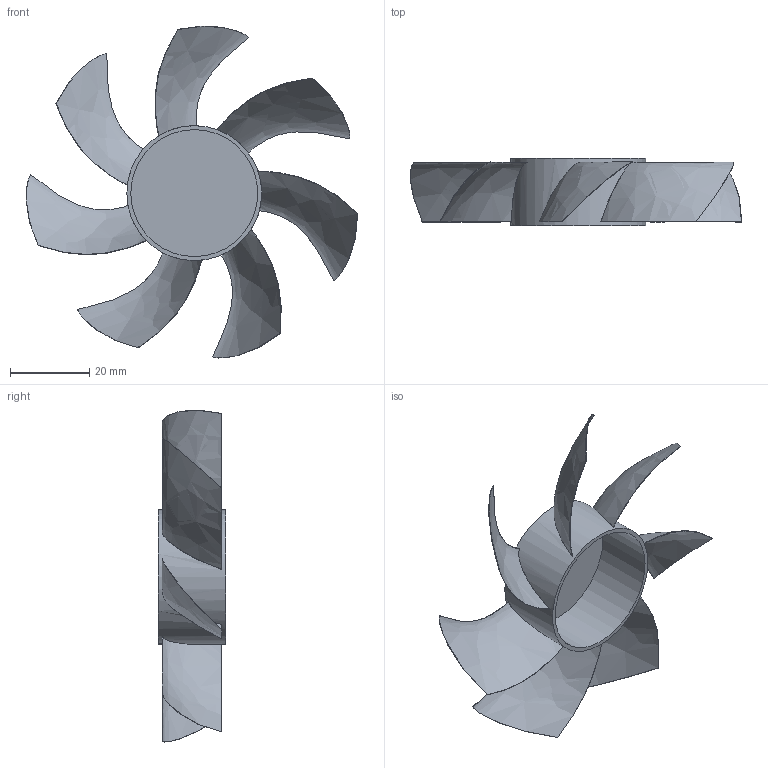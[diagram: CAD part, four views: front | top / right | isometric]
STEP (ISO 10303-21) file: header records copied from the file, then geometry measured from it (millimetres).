
FILE_DESCRIPTION(/* description */ ('STEP AP242 Edition 2','CAx-IF Rec.Pracs.---Representation and Presentation of Product Manufacturing Information (PMI)---4.0---2014-10-13','CAx-IF Rec.Pracs.---3D Tessellated Geometry---0.4---2014-09-14','2;1','CAx-IF Rec.Pracs.---User Defined Attributes---1.5---2016-08-15'),/* implementation_level */ '2;1');
FILE_NAME(/* name */ 'Machine Assembly W- Nema 23 driver - computer system fan v3 (4)',/* time_stamp */ '2025-12-11T22:22:32Z',/* author */ (''),/* organization */ (''),/* preprocessor_version */ 'ST-DEVELOPER v20',/* originating_system */ 'ONSHAPE BY PTC INC, 1.207',/* authorisation */ ' ');
FILE_SCHEMA (('AP242_MANAGED_MODEL_BASED_3D_ENGINEERING_MIM_LF { 1 0 10303 442 3 1 4 }'));
Length unit declared in the file: metre
Products named in the file (1): computer system fan v3
Bounding box: 83.52 x 17 x 83.67 mm (x, y, z)
Volume: 3767.7 mm3; surface area: 13034.2 mm2
Topology: 1 solids, 1 shells, 47 faces, 104 edges, 60 vertices
Faces by surface type: bspline 35, plane 10, cylinder 2
Full cylindrical faces by diameter (mm): 32 x1, 34 x1
Entity records: 3938 total; most frequent: CARTESIAN_POINT 3136, ORIENTED_EDGE 190, EDGE_CURVE 95, DIRECTION 76, VERTEX_POINT 60, EDGE_LOOP 57, FACE_BOUND 57, B_SPLINE_CURVE_WITH_KNOTS 56
